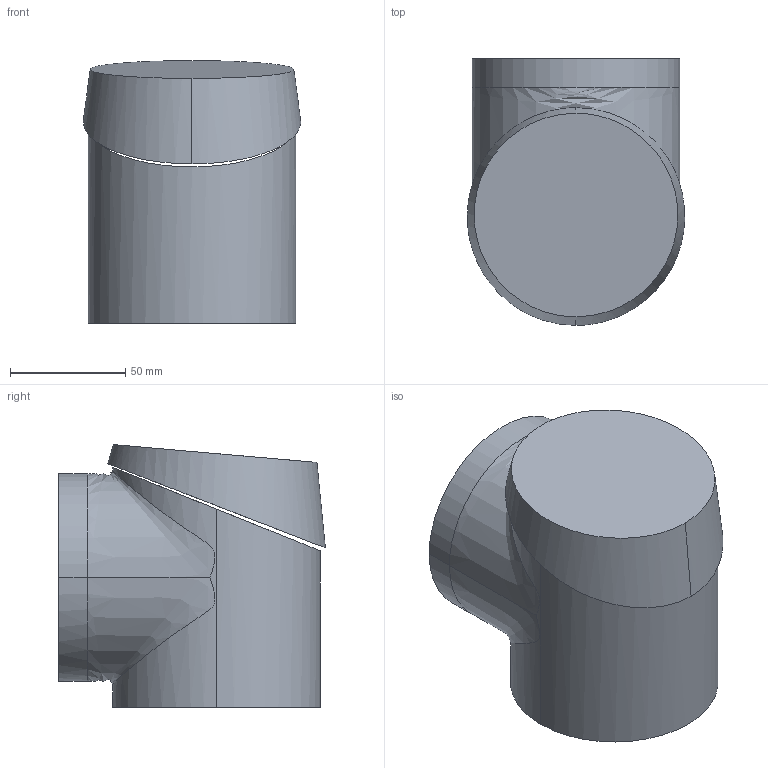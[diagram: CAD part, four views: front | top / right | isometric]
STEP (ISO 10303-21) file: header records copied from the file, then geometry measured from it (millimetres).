
FILE_DESCRIPTION(/* description */ (''),/* implementation_level */ '2;1');
FILE_NAME(/* name */ 'axe_4',/* time_stamp */ '2023-07-21T09:43:21+02:00',/* author */ (''),/* organization */ (''),/* preprocessor_version */ 'ST-DEVELOPER v16.5',/* originating_system */ 'Rhino 7.22',/* authorisation */ '');
FILE_SCHEMA (('CONFIG_CONTROL_DESIGN'));
Length unit declared in the file: millimetre
Products named in the file (1): Document
Bounding box: 94.18 x 115.51 x 113.86 mm (x, y, z)
Surface area: 40534 mm2 (no closed solid volume)
Topology: 0 solids, 2 shells, 13 faces, 29 edges, 19 vertices
Faces by surface type: bspline 8, plane 3, cylinder 2
Entity records: 2920 total; most frequent: CARTESIAN_POINT 2641, ORIENTED_EDGE 51, EDGE_CURVE 29, B_SPLINE_CURVE_WITH_KNOTS 20, VERTEX_POINT 19, EDGE_LOOP 16, ADVANCED_FACE 13, FACE_OUTER_BOUND 13
